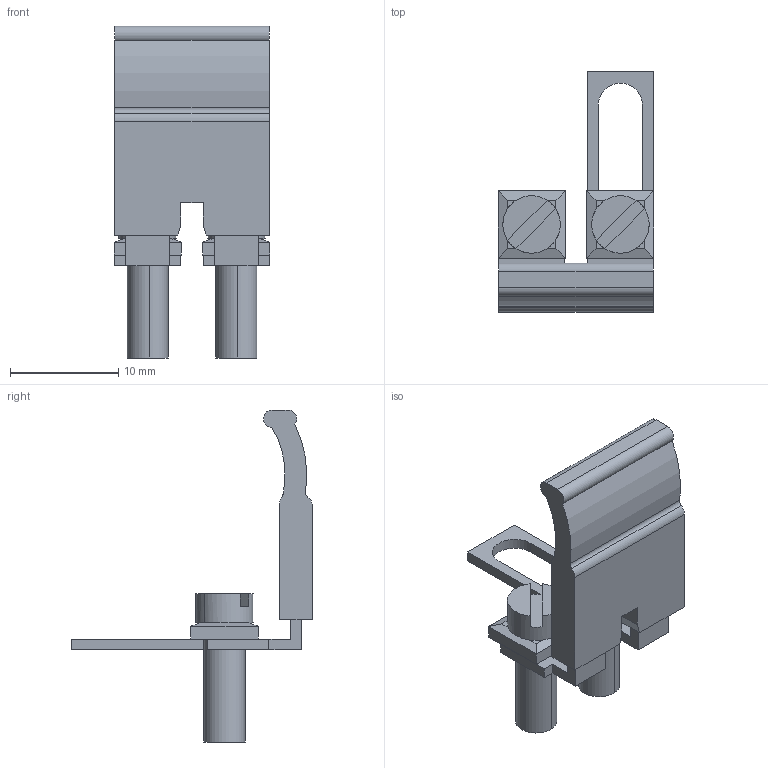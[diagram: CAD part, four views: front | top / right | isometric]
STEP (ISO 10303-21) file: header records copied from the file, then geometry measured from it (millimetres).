
FILE_DESCRIPTION(('Creo Elements/Direct Modeling STEP Export'),'2;1');
FILE_NAME('model.stp','2020-07-22T 0:52:50',(''),(''),'Creo Elements/Direct Modeling STEP processor for AP214 (Solid Model)','Creo Elements/Direct Modeling 20.1A 29-Sep-2018 (C) Parametric Technology GmbH','');
FILE_SCHEMA(('AUTOMOTIVE_DESIGN { 1 0 10303 214 1 1 1 1 }'));
Length unit declared in the file: millimetre
Products named in the file (2): SB_2_URTK_SP-select
Assembly tree (1 placements, depth 2):
  SB_2_URTK_SP-select
    SB_2_URTK_SP-select
Bounding box: 14.4 x 22.2 x 30.65 mm (x, y, z)
Volume: 1259.4 mm3; surface area: 1590.4 mm2
Topology: 1 solids, 1 shells, 107 faces, 274 edges, 172 vertices
Faces by surface type: plane 88, cylinder 19
Entity records: 3804 total; most frequent: ORIENTED_EDGE 548, CARTESIAN_POINT 493, DIRECTION 445, EDGE_CURVE 274, VECTOR 197, LINE 197, VERTEX_POINT 172, AXIS2_PLACEMENT_3D 124
